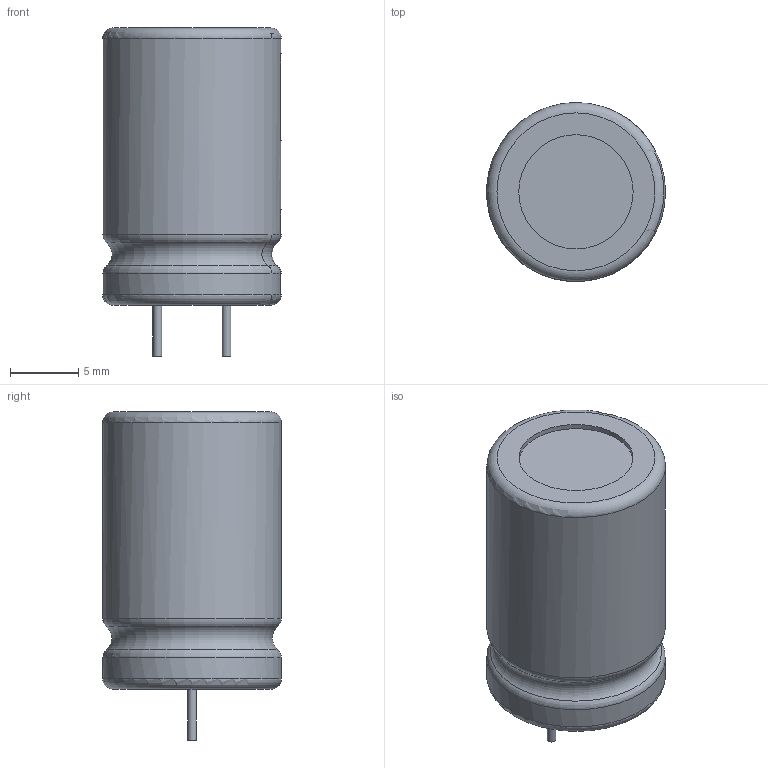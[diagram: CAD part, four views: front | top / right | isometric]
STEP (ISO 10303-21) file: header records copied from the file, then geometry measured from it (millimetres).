
FILE_DESCRIPTION(/* description */ (''),/* implementation_level */ '2;1');
FILE_NAME(/* name */ 'CAPTH2200-25.stp',/* time_stamp */ '2017-08-10T08:39:28-04:00',/* author */ ('jstrelchuk'),/* organization */ (''),/* preprocessor_version */ 'ST-DEVELOPER v16.1',/* originating_system */ 'Autodesk Inventor 2016',/* authorisation */ '');
FILE_SCHEMA (('AUTOMOTIVE_DESIGN { 1 0 10303 214 3 1 1 }'));
Length unit declared in the file: inch
Products named in the file (1): CAPTH2200-25
Bounding box: 13.1 x 13.1 x 24.05 mm (x, y, z)
Volume: 2652.6 mm3; surface area: 1124.9 mm2
Topology: 1 solids, 1 shells, 166 faces, 444 edges, 296 vertices
Faces by surface type: bspline 75, plane 51, cylinder 23, torus 17
Full cylindrical faces by diameter (mm): 0.635 x2, 8.382 x2
Entity records: 7114 total; most frequent: CARTESIAN_POINT 3436, ORIENTED_EDGE 872, DIRECTION 506, EDGE_CURVE 436, VERTEX_POINT 294, EDGE_LOOP 188, B_SPLINE_CURVE_WITH_KNOTS 186, LINE 178
